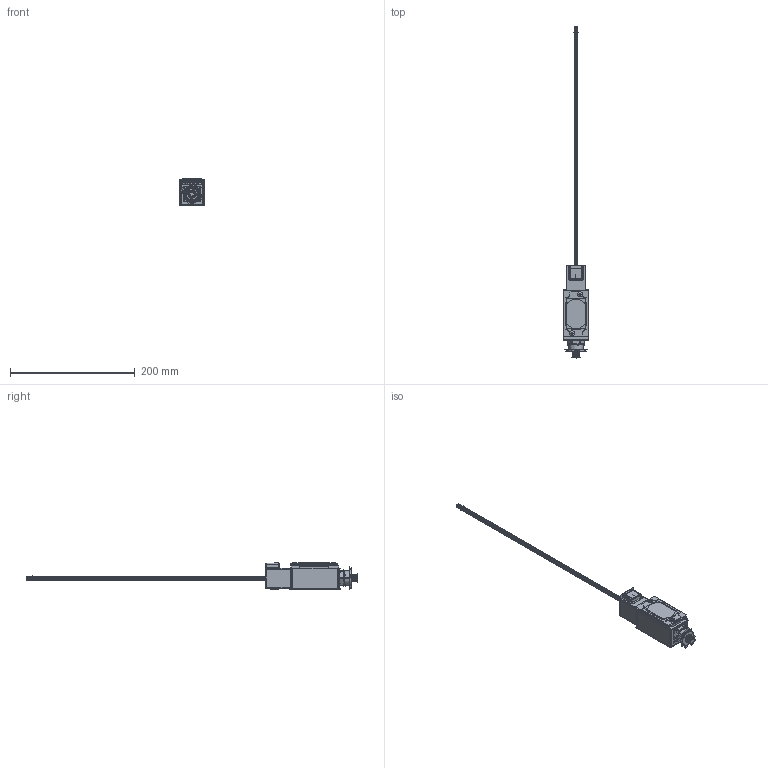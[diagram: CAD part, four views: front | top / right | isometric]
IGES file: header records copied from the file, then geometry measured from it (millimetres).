
Start section:  PTC IGES file: 220510.igs
Global section: file name: 220510.igs; native system: Creo Parametric by PTC Inc.; preprocessor: 2019292; author: PDMAdmin; organization: Unknown; date: 20201106.144249; units: millimetre
Bounding box: 41.6 x 532.39 x 43.73 mm (x, y, z)
Volume: 106930.1 mm3; surface area: 381333.5 mm2
Topology: 19 solids, 27 shells, 1498 faces, 7608 edges, 9706 vertices
Faces by surface type: revolution 830, bspline 668
